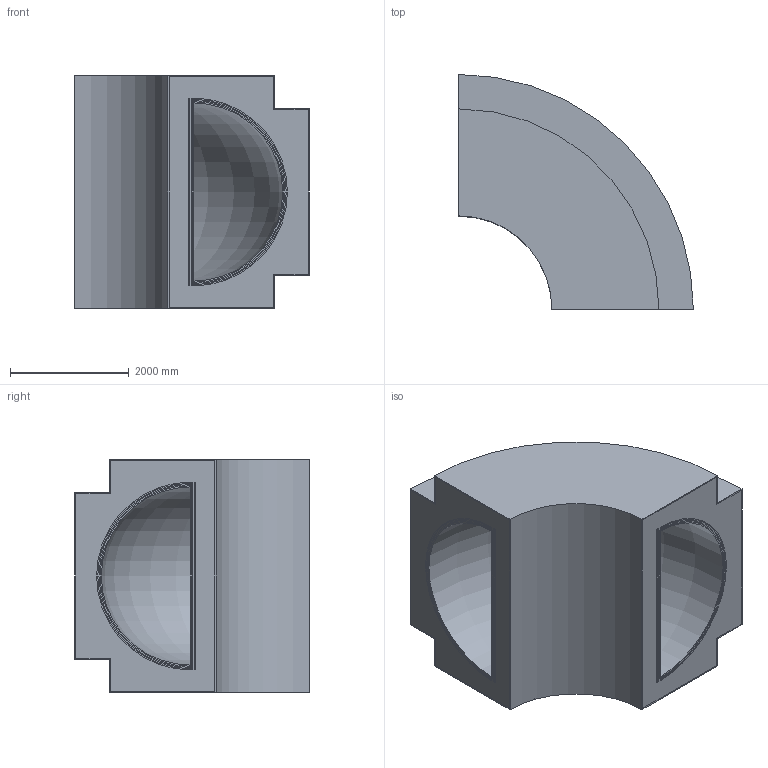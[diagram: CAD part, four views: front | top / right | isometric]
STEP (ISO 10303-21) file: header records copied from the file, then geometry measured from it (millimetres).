
FILE_DESCRIPTION(/* description */ (''),/* implementation_level */ '2;1');
FILE_NAME(/* name */ 'simplifiedtokamak.stp',/* time_stamp */ '2025-02-09T22:28:12-08:00',/* author */ ('jake'),/* organization */ (''),/* preprocessor_version */ 'ST-DEVELOPER v19',/* originating_system */ 'Autodesk Inventor 2023',/* authorisation */ '');
FILE_SCHEMA (('AUTOMOTIVE_DESIGN { 1 0 10303 214 3 1 1 }'));
Length unit declared in the file: inch
Products named in the file (7): simplifiedtokamak; structural1_vv_1; tungsten_firstwall_1; internalspace_vv_1; structural2_vv_1; blanket_tank_1; steel_blanketouter_1
Assembly tree (6 placements, depth 2):
  simplifiedtokamak
    structural1_vv_1
    tungsten_firstwall_1
    internalspace_vv_1
    structural2_vv_1
    blanket_tank_1
    steel_blanketouter_1
Bounding box: 3950 x 3950 x 3920 mm (x, y, z)
Volume: 22075306390.7 mm3; surface area: 462222519.3 mm2
Topology: 6 solids, 6 shells, 70 faces, 174 edges, 116 vertices
Faces by surface type: plane 40, cylinder 21, torus 9
Entity records: 2399 total; most frequent: DIRECTION 416, CARTESIAN_POINT 373, ORIENTED_EDGE 348, EDGE_CURVE 174, AXIS2_PLACEMENT_3D 159, VERTEX_POINT 116, LINE 98, VECTOR 98
